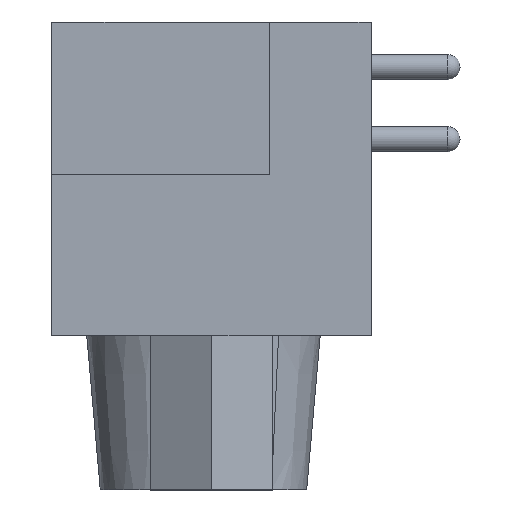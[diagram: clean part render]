
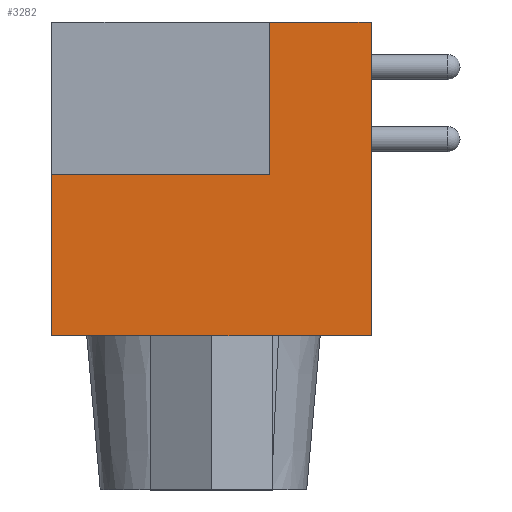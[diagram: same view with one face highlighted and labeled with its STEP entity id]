
A CAD part, left-side view. The second image highlights one B-rep face of the part: STEP entity #3282.
In plain terms, the highlighted planar face has unit normal (-1, 0, 0).
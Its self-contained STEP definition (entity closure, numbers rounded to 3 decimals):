
#912 = CARTESIAN_POINT ( 'NONE',  ( -10.16, 12.55, -4.23 ) ) ;
#913 = DIRECTION ( 'NONE',  ( 0., 0., 1. ) ) ;
#914 = VECTOR ( 'NONE', #913, 1000. ) ;
#915 = CARTESIAN_POINT ( 'NONE',  ( -10.16, 12.55, -10.56 ) ) ;
#916 = LINE ( 'NONE', #915, #914 ) ;
#917 = CARTESIAN_POINT ( 'NONE',  ( -10.16, 12.55, -10.56 ) ) ;
#924 = DIRECTION ( 'NONE',  ( 0., -1., 0. ) ) ;
#925 = VECTOR ( 'NONE', #924, 1000. ) ;
#926 = CARTESIAN_POINT ( 'NONE',  ( -10.16, 12.55, 1.77 ) ) ;
#927 = LINE ( 'NONE', #926, #925 ) ;
#984 = DIRECTION ( 'NONE',  ( 0., 1., 0. ) ) ;
#985 = VECTOR ( 'NONE', #984, 1000. ) ;
#986 = CARTESIAN_POINT ( 'NONE',  ( -10.16, 4., -4.23 ) ) ;
#987 = LINE ( 'NONE', #986, #985 ) ;
#1055 = CARTESIAN_POINT ( 'NONE',  ( -10.16, 4., 1.77 ) ) ;
#1069 = DIRECTION ( 'NONE',  ( 0., -1., 0. ) ) ;
#1070 = VECTOR ( 'NONE', #1069, 1000. ) ;
#1071 = CARTESIAN_POINT ( 'NONE',  ( -10.16, 12.55, -10.56 ) ) ;
#1072 = LINE ( 'NONE', #1071, #1070 ) ;
#1085 = FACE_OUTER_BOUND ( 'NONE', #3283, .T. ) ;
#1120 = CARTESIAN_POINT ( 'NONE',  ( -10.16, 4., -4.23 ) ) ;
#1121 = DIRECTION ( 'NONE',  ( 0., 0., 1. ) ) ;
#1122 = VECTOR ( 'NONE', #1121, 1000. ) ;
#1123 = CARTESIAN_POINT ( 'NONE',  ( -10.16, 4., 1.77 ) ) ;
#1124 = DIRECTION ( 'NONE',  ( 0., 0., -1. ) ) ;
#1125 = DIRECTION ( 'NONE',  ( 1., 0., 0. ) ) ;
#1126 = CARTESIAN_POINT ( 'NONE',  ( -10.16, 12.55, -10.56 ) ) ;
#1127 = AXIS2_PLACEMENT_3D ( 'NONE', #1126, #1125, #1124 ) ;
#1128 = LINE ( 'NONE', #1123, #1122 ) ;
#1129 = PLANE ( 'NONE',  #1127 ) ;
#1427 = DIRECTION ( 'NONE',  ( 0., 0., 1. ) ) ;
#1428 = VECTOR ( 'NONE', #1427, 1000. ) ;
#1429 = CARTESIAN_POINT ( 'NONE',  ( -10.16, 0., -10.56 ) ) ;
#1430 = LINE ( 'NONE', #1429, #1428 ) ;
#1477 = CARTESIAN_POINT ( 'NONE',  ( -10.16, 0., 1.77 ) ) ;
#1482 = CARTESIAN_POINT ( 'NONE',  ( -10.16, 0., -10.56 ) ) ;
#3177 = EDGE_CURVE ( 'NONE', #3255, #3436, #927, .T. ) ;
#3183 = VERTEX_POINT ( 'NONE', #917 ) ;
#3189 = EDGE_CURVE ( 'NONE', #3183, #3190, #916, .T. ) ;
#3190 = VERTEX_POINT ( 'NONE', #912 ) ;
#3224 = ORIENTED_EDGE ( 'NONE', *, *, #3225, .T. ) ;
#3225 = EDGE_CURVE ( 'NONE', #3286, #3190, #987, .T. ) ;
#3226 = ORIENTED_EDGE ( 'NONE', *, *, #3189, .F. ) ;
#3227 = ORIENTED_EDGE ( 'NONE', *, *, #3243, .T. ) ;
#3235 = ORIENTED_EDGE ( 'NONE', *, *, #3428, .T. ) ;
#3236 = ORIENTED_EDGE ( 'NONE', *, *, #3177, .F. ) ;
#3243 = EDGE_CURVE ( 'NONE', #3183, #3432, #1072, .T. ) ;
#3255 = VERTEX_POINT ( 'NONE', #1055 ) ;
#3282 = ADVANCED_FACE ( 'NONE', ( #1085 ), #1129, .F. ) ;
#3283 = EDGE_LOOP ( 'NONE', ( #3284, #3224, #3226, #3227, #3235, #3236 ) ) ;
#3284 = ORIENTED_EDGE ( 'NONE', *, *, #3285, .F. ) ;
#3285 = EDGE_CURVE ( 'NONE', #3286, #3255, #1128, .T. ) ;
#3286 = VERTEX_POINT ( 'NONE', #1120 ) ;
#3428 = EDGE_CURVE ( 'NONE', #3432, #3436, #1430, .T. ) ;
#3432 = VERTEX_POINT ( 'NONE', #1482 ) ;
#3436 = VERTEX_POINT ( 'NONE', #1477 ) ;
